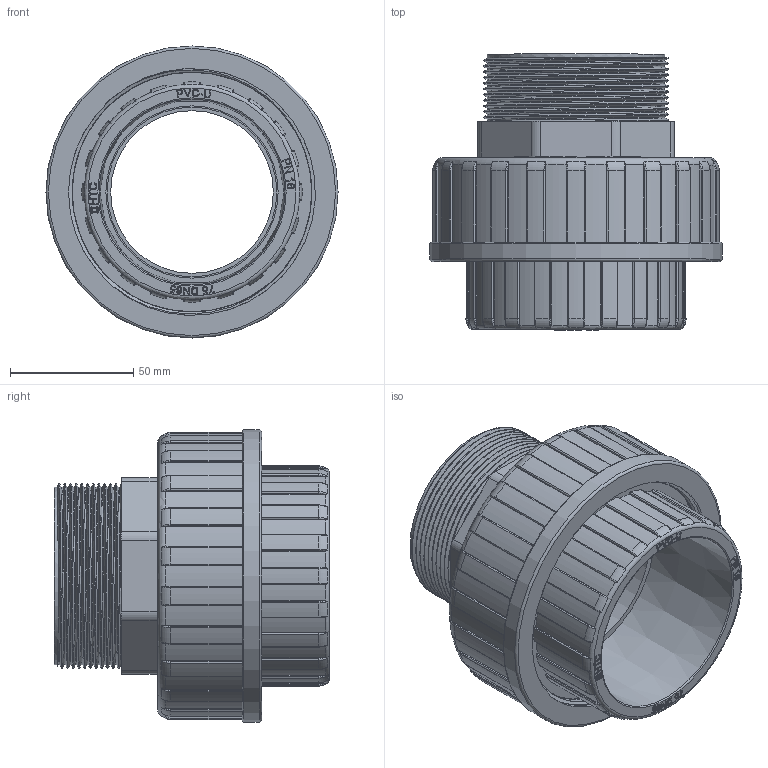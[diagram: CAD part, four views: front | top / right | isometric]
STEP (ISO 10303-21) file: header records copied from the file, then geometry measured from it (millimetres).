
FILE_DESCRIPTION(/* description */ (''),/* implementation_level */ '2;1');
FILE_NAME(/* name */ '75不锈钢外螺纹.stp',/* time_stamp */ '2025-04-28T10:58:38+08:00',/* author */ (''),/* organization */ (''),/* preprocessor_version */ 'ST-DEVELOPER v16',/* originating_system */ 'SIEMENS PLM Software NX 10.0',/* authorisation */ '');
FILE_SCHEMA (('AUTOMOTIVE_DESIGN { 1 0 10303 214 3 1 1 1 }'));
Products named in the file (1): gelv2D688D03eqn1
Bounding box: 118.7 x 112.05 x 118.7 mm (x, y, z)
Volume: 349247.8 mm3; surface area: 126355.3 mm2
Topology: 3 solids, 3 shells, 971 faces, 2617 edges, 1717 vertices
Faces by surface type: plane 364, cylinder 237, extrusion 232, bspline 90, torus 47, cone 1
Full cylindrical faces by diameter (mm): 1.663 x1, 2.279 x1, 4.019 x1, 5.109 x1, 66.1 x1, 69 x1, 70 x1, 72.226 x12, 80 x1, 89.4 x1, 90 x1, 90.5 x1, 94 x1, 97 x1, 97.372 x9, 100.33 x14, 118.7 x1
Entity records: 45729 total; most frequent: CARTESIAN_POINT 24666, ORIENTED_EDGE 4968, DIRECTION 3210, EDGE_CURVE 2484, VERTEX_POINT 1641, B_SPLINE_CURVE_WITH_KNOTS 1433, AXIS2_PLACEMENT_3D 1078, VECTOR 1054
